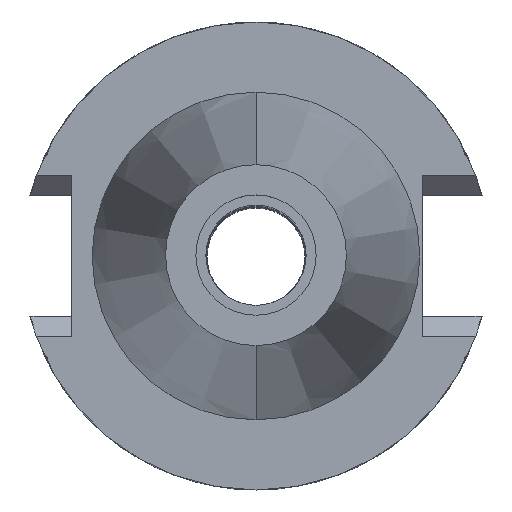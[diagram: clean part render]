
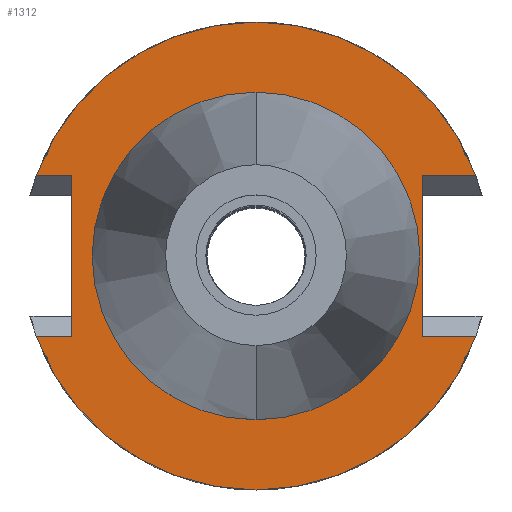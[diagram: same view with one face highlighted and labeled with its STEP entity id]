
A CAD part, top view. The second image highlights one B-rep face of the part: STEP entity #1312.
In plain terms, the highlighted planar face has unit normal (0, 0, 1).
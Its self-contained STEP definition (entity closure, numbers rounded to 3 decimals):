
#89 = AXIS2_PLACEMENT_3D ( 'NONE', #1187, #930, #2466 ) ;
#177 = CARTESIAN_POINT ( 'NONE',  ( -24.98, 10.89, -1. ) ) ;
#206 = ORIENTED_EDGE ( 'NONE', *, *, #754, .F. ) ;
#282 = LINE ( 'NONE', #1158, #2064 ) ;
#301 = CARTESIAN_POINT ( 'NONE',  ( -24.98, -10.89, -1. ) ) ;
#368 = VERTEX_POINT ( 'NONE', #301 ) ;
#386 = FACE_OUTER_BOUND ( 'NONE', #1473, .T. ) ;
#387 = CARTESIAN_POINT ( 'NONE',  ( -24.98, 10.89, -1. ) ) ;
#435 = VERTEX_POINT ( 'NONE', #2127 ) ;
#488 = EDGE_CURVE ( 'NONE', #2974, #368, #282, .T. ) ;
#504 = ORIENTED_EDGE ( 'NONE', *, *, #1798, .F. ) ;
#568 = EDGE_LOOP ( 'NONE', ( #3284, #2142 ) ) ;
#589 = DIRECTION ( 'NONE',  ( 1., 0., 0. ) ) ;
#631 = AXIS2_PLACEMENT_3D ( 'NONE', #1667, #2726, #2947 ) ;
#680 = CARTESIAN_POINT ( 'NONE',  ( 22.57, 10.89, -1. ) ) ;
#683 = EDGE_CURVE ( 'NONE', #1626, #1458, #2594, .T. ) ;
#705 = ORIENTED_EDGE ( 'NONE', *, *, #720, .T. ) ;
#711 = ORIENTED_EDGE ( 'NONE', *, *, #2436, .T. ) ;
#720 = EDGE_CURVE ( 'NONE', #1207, #435, #2361, .T. ) ;
#754 = EDGE_CURVE ( 'NONE', #2974, #2078, #2167, .T. ) ;
#786 = VECTOR ( 'NONE', #1291, 1000. ) ;
#902 = LINE ( 'NONE', #2570, #786 ) ;
#930 = DIRECTION ( 'NONE',  ( 0., 0., -1. ) ) ;
#1091 = CARTESIAN_POINT ( 'NONE',  ( 22.57, 10.89, -1. ) ) ;
#1117 = CARTESIAN_POINT ( 'NONE',  ( -29.824, -10.89, -1. ) ) ;
#1158 = CARTESIAN_POINT ( 'NONE',  ( -24.98, 10.89, -1. ) ) ;
#1164 = CIRCLE ( 'NONE', #1903, 22.225 ) ;
#1187 = CARTESIAN_POINT ( 'NONE',  ( 0., 0., -1. ) ) ;
#1207 = VERTEX_POINT ( 'NONE', #1091 ) ;
#1291 = DIRECTION ( 'NONE',  ( 0., -1., 0. ) ) ;
#1312 = ADVANCED_FACE ( 'NONE', ( #386, #1920 ), #1409, .F. ) ;
#1314 = CARTESIAN_POINT ( 'NONE',  ( 22.57, -10.89, -1. ) ) ;
#1318 = VECTOR ( 'NONE', #1707, 1000. ) ;
#1354 = CARTESIAN_POINT ( 'NONE',  ( 0., -22.225, -1. ) ) ;
#1404 = VERTEX_POINT ( 'NONE', #1933 ) ;
#1409 = PLANE ( 'NONE',  #631 ) ;
#1452 = EDGE_CURVE ( 'NONE', #1404, #2208, #3321, .T. ) ;
#1458 = VERTEX_POINT ( 'NONE', #1460 ) ;
#1460 = CARTESIAN_POINT ( 'NONE',  ( 29.824, -10.89, -1. ) ) ;
#1473 = EDGE_LOOP ( 'NONE', ( #705, #2356, #206, #1888, #711, #2164, #1829, #504 ) ) ;
#1514 = DIRECTION ( 'NONE',  ( 0., 0., 1. ) ) ;
#1541 = CIRCLE ( 'NONE', #89, 31.75 ) ;
#1626 = VERTEX_POINT ( 'NONE', #3078 ) ;
#1629 = DIRECTION ( 'NONE',  ( 0., 0., -1. ) ) ;
#1667 = CARTESIAN_POINT ( 'NONE',  ( 0., 0., -1. ) ) ;
#1688 = CARTESIAN_POINT ( 'NONE',  ( -24.98, -10.89, -1. ) ) ;
#1707 = DIRECTION ( 'NONE',  ( 1., 0., 0. ) ) ;
#1708 = DIRECTION ( 'NONE',  ( -1., 0., 0. ) ) ;
#1709 = EDGE_CURVE ( 'NONE', #2078, #435, #2936, .T. ) ;
#1798 = EDGE_CURVE ( 'NONE', #1207, #1626, #902, .T. ) ;
#1829 = ORIENTED_EDGE ( 'NONE', *, *, #683, .F. ) ;
#1888 = ORIENTED_EDGE ( 'NONE', *, *, #488, .T. ) ;
#1903 = AXIS2_PLACEMENT_3D ( 'NONE', #2376, #2103, #2685 ) ;
#1920 = FACE_BOUND ( 'NONE', #568, .T. ) ;
#1933 = CARTESIAN_POINT ( 'NONE',  ( 0., 22.225, -1. ) ) ;
#1962 = EDGE_CURVE ( 'NONE', #1458, #2283, #1541, .T. ) ;
#2030 = DIRECTION ( 'NONE',  ( 0., 1., 0. ) ) ;
#2064 = VECTOR ( 'NONE', #2391, 1000. ) ;
#2078 = VERTEX_POINT ( 'NONE', #2342 ) ;
#2103 = DIRECTION ( 'NONE',  ( 0., 0., 1. ) ) ;
#2127 = CARTESIAN_POINT ( 'NONE',  ( 29.824, 10.89, -1. ) ) ;
#2142 = ORIENTED_EDGE ( 'NONE', *, *, #2246, .F. ) ;
#2164 = ORIENTED_EDGE ( 'NONE', *, *, #1962, .F. ) ;
#2167 = LINE ( 'NONE', #177, #2882 ) ;
#2208 = VERTEX_POINT ( 'NONE', #1354 ) ;
#2246 = EDGE_CURVE ( 'NONE', #2208, #1404, #1164, .T. ) ;
#2283 = VERTEX_POINT ( 'NONE', #1117 ) ;
#2342 = CARTESIAN_POINT ( 'NONE',  ( -29.824, 10.89, -1. ) ) ;
#2356 = ORIENTED_EDGE ( 'NONE', *, *, #1709, .F. ) ;
#2361 = LINE ( 'NONE', #680, #1318 ) ;
#2376 = CARTESIAN_POINT ( 'NONE',  ( 0., 0., -1. ) ) ;
#2391 = DIRECTION ( 'NONE',  ( 0., -1., 0. ) ) ;
#2430 = DIRECTION ( 'NONE',  ( 0., 1., 0. ) ) ;
#2436 = EDGE_CURVE ( 'NONE', #368, #2283, #3279, .T. ) ;
#2445 = VECTOR ( 'NONE', #589, 1000. ) ;
#2447 = AXIS2_PLACEMENT_3D ( 'NONE', #2856, #1629, #2430 ) ;
#2466 = DIRECTION ( 'NONE',  ( 0., -1., 0. ) ) ;
#2570 = CARTESIAN_POINT ( 'NONE',  ( 22.57, 10.89, -1. ) ) ;
#2594 = LINE ( 'NONE', #1314, #2445 ) ;
#2685 = DIRECTION ( 'NONE',  ( 0., -1., 0. ) ) ;
#2726 = DIRECTION ( 'NONE',  ( 0., 0., -1. ) ) ;
#2734 = DIRECTION ( 'NONE',  ( -1., 0., 0. ) ) ;
#2808 = CARTESIAN_POINT ( 'NONE',  ( 0., 0., -1. ) ) ;
#2856 = CARTESIAN_POINT ( 'NONE',  ( 0., 0., -1. ) ) ;
#2882 = VECTOR ( 'NONE', #2734, 1000. ) ;
#2891 = VECTOR ( 'NONE', #1708, 1000. ) ;
#2936 = CIRCLE ( 'NONE', #2447, 31.75 ) ;
#2947 = DIRECTION ( 'NONE',  ( 0., -1., 0. ) ) ;
#2974 = VERTEX_POINT ( 'NONE', #387 ) ;
#3078 = CARTESIAN_POINT ( 'NONE',  ( 22.57, -10.89, -1. ) ) ;
#3164 = AXIS2_PLACEMENT_3D ( 'NONE', #2808, #1514, #2030 ) ;
#3279 = LINE ( 'NONE', #1688, #2891 ) ;
#3284 = ORIENTED_EDGE ( 'NONE', *, *, #1452, .F. ) ;
#3321 = CIRCLE ( 'NONE', #3164, 22.225 ) ;
